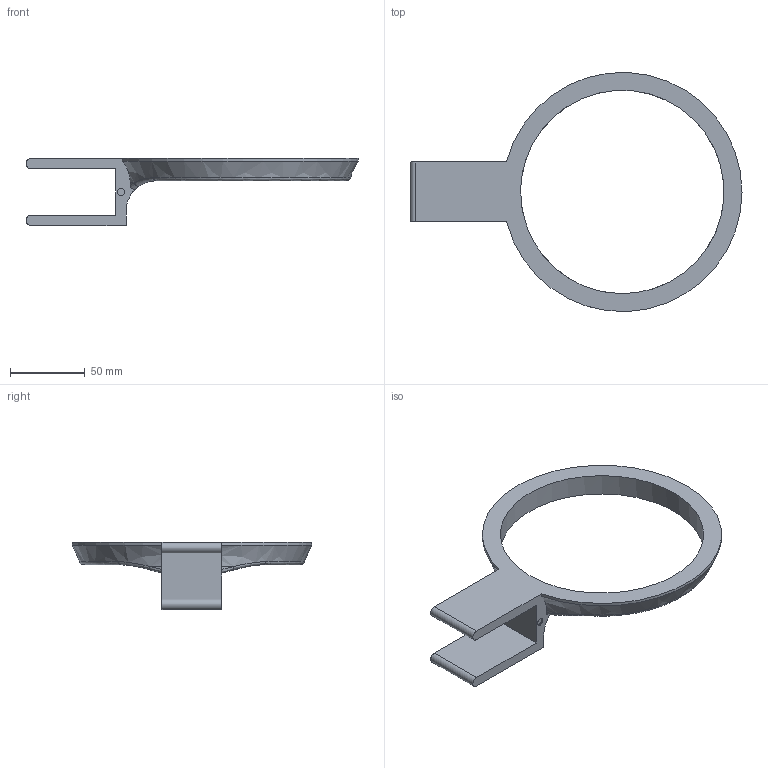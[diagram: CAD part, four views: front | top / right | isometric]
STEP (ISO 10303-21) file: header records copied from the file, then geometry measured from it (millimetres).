
FILE_DESCRIPTION(/* description */ (''),/* implementation_level */ '2;1');
FILE_NAME(/* name */ 'Garbage Hoop v1.step',/* time_stamp */ '2019-10-15T21:34:53-06:00',/* author */ (''),/* organization */ (''),/* preprocessor_version */ 'ST-DEVELOPER v18',/* originating_system */ 'Autodesk Translation Framework v8.6.0.1094',/* authorisation */ '');
FILE_SCHEMA (('AUTOMOTIVE_DESIGN { 1 0 10303 214 3 1 1 }'));
Length unit declared in the file: millimetre
Products named in the file (1): Garbage Hoop
Bounding box: 222 x 159.86 x 45 mm (x, y, z)
Volume: 110889.6 mm3; surface area: 37158.6 mm2
Topology: 1 solids, 1 shells, 26 faces, 67 edges, 44 vertices
Faces by surface type: plane 11, cylinder 9, bspline 6
Full cylindrical faces by diameter (mm): 5 x2, 136 x1
Entity records: 1438 total; most frequent: CARTESIAN_POINT 801, ORIENTED_EDGE 134, DIRECTION 109, EDGE_CURVE 67, VERTEX_POINT 44, AXIS2_PLACEMENT_3D 40, LINE 29, VECTOR 29
